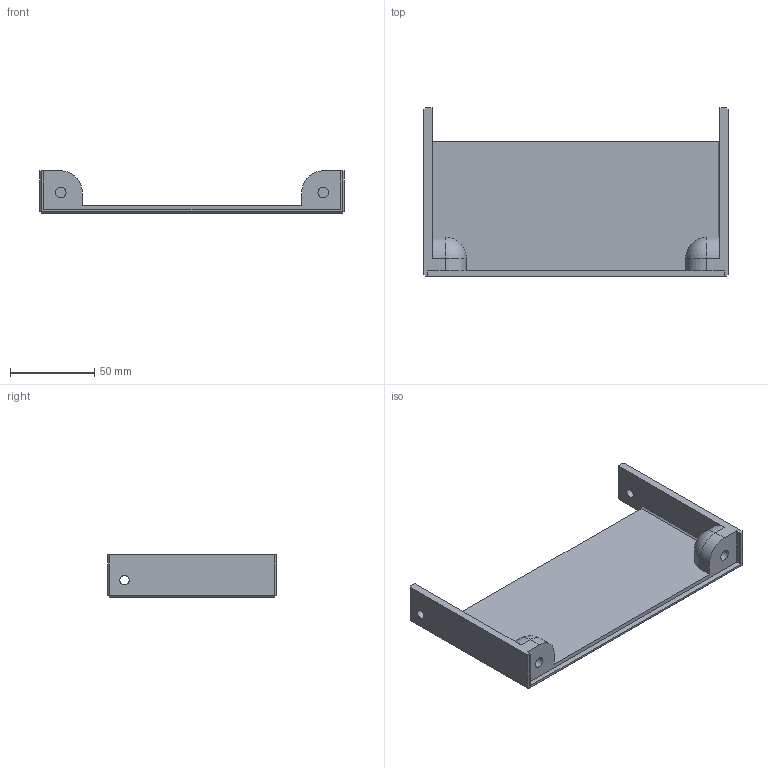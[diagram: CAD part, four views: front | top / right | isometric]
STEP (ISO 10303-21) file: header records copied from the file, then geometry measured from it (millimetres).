
FILE_DESCRIPTION(('FreeCAD Model'),'2;1');
FILE_NAME('Open CASCADE Shape Model','2025-06-02T16:25:54',('FreeCAD'),( 'FreeCAD'),'Open CASCADE STEP processor 7.7','FreeCAD','Unknown');
FILE_SCHEMA(('AUTOMOTIVE_DESIGN { 1 0 10303 214 1 1 1 1 }'));
Length unit declared in the file: millimetre
Products named in the file (1): Open CASCADE STEP translator 7.7 17
Bounding box: 180 x 100 x 25 mm (x, y, z)
Volume: 98410.2 mm3; surface area: 41466.7 mm2
Topology: 1 solids, 1 shells, 52 faces, 124 edges, 74 vertices
Faces by surface type: plane 40, cylinder 10, sphere 2
Full cylindrical faces by diameter (mm): 5.5 x2, 6.3 x2
Entity records: 1468 total; most frequent: CARTESIAN_POINT 249, DIRECTION 248, ORIENTED_EDGE 244, EDGE_CURVE 122, LINE 102, VECTOR 102, VERTEX_POINT 74, AXIS2_PLACEMENT_3D 73
